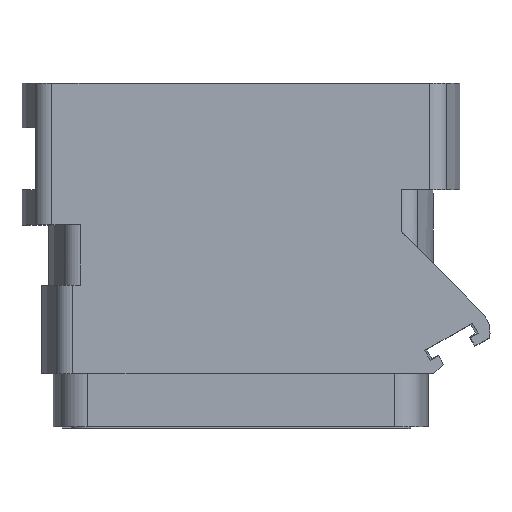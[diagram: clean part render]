
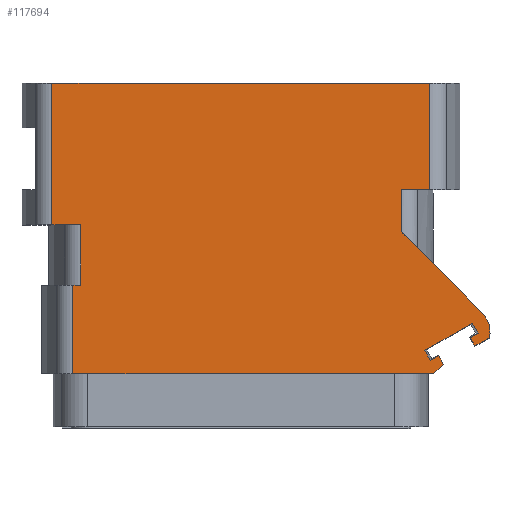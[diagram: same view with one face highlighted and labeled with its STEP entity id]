
A CAD part, top view. The second image highlights one B-rep face of the part: STEP entity #117694.
In plain terms, the highlighted planar face has unit normal (0, 0, 1).
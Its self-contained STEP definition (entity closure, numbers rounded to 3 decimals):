
#10=DIRECTION('',(-1.,0.,0.));
#11=VECTOR('',#10,21.35);
#12=CARTESIAN_POINT('',(10.675,0.,5.));
#13=LINE('',#12,#11);
#96=DIRECTION('',(0.866,0.5,0.));
#97=VECTOR('',#96,0.525);
#98=CARTESIAN_POINT('',(10.725,-15.663,5.));
#99=LINE('',#98,#97);
#100=DIRECTION('',(0.5,-0.866,0.));
#101=VECTOR('',#100,0.55);
#102=CARTESIAN_POINT('',(11.18,-15.4,5.));
#103=LINE('',#102,#101);
#104=DIRECTION('',(-0.727,-0.686,0.));
#105=VECTOR('',#104,0.763);
#106=CARTESIAN_POINT('',(11.455,-15.877,5.));
#107=LINE('',#106,#105);
#108=CARTESIAN_POINT('',(12.588,-14.043,5.));
#109=DIRECTION('',(0.,0.,-1.));
#110=DIRECTION('',(0.707,0.707,0.));
#111=AXIS2_PLACEMENT_3D('',#108,#109,#110);
#113=DIRECTION('',(-0.866,-0.5,0.));
#114=VECTOR('',#113,0.947);
#115=CARTESIAN_POINT('',(14.05,-14.378,5.));
#116=LINE('',#115,#114);
#117=DIRECTION('',(-0.5,0.866,0.));
#118=VECTOR('',#117,0.55);
#119=CARTESIAN_POINT('',(13.23,-14.852,5.));
#120=LINE('',#119,#118);
#121=DIRECTION('',(0.866,0.5,0.));
#122=VECTOR('',#121,0.525);
#123=CARTESIAN_POINT('',(12.955,-14.375,5.));
#124=LINE('',#123,#122);
#125=DIRECTION('',(-0.866,-0.5,0.));
#126=VECTOR('',#125,3.1);
#127=CARTESIAN_POINT('',(13.085,-13.55,5.));
#128=LINE('',#127,#126);
#146=DIRECTION('',(1.,0.,0.));
#147=VECTOR('',#146,20.392);
#148=CARTESIAN_POINT('',(-9.492,-16.4,5.));
#149=LINE('',#148,#147);
#219=DIRECTION('',(-1.,0.,0.));
#220=VECTOR('',#219,0.436);
#221=CARTESIAN_POINT('',(-9.056,-11.4,5.));
#222=LINE('',#221,#220);
#246=DIRECTION('',(1.,0.,0.));
#247=VECTOR('',#246,1.619);
#248=CARTESIAN_POINT('',(-10.675,-8.,5.));
#249=LINE('',#248,#247);
#273=DIRECTION('',(0.,-1.,0.));
#274=VECTOR('',#273,3.4);
#275=CARTESIAN_POINT('',(-9.056,-8.,5.));
#276=LINE('',#275,#274);
#300=DIRECTION('',(0.,-1.,0.));
#301=VECTOR('',#300,8.);
#302=CARTESIAN_POINT('',(-10.675,0.,5.));
#303=LINE('',#302,#301);
#345=DIRECTION('',(0.,-1.,0.));
#346=VECTOR('',#345,5.);
#347=CARTESIAN_POINT('',(-9.492,-11.4,5.));
#348=LINE('',#347,#346);
#93377=DIRECTION('',(0.,1.,0.));
#93378=VECTOR('',#93377,6.);
#93379=CARTESIAN_POINT('',(10.675,-6.,5.));
#93380=LINE('',#93379,#93378);
#93409=DIRECTION('',(1.,0.,0.));
#93410=VECTOR('',#93409,1.619);
#93411=CARTESIAN_POINT('',(9.056,-6.,5.));
#93412=LINE('',#93411,#93410);
#93457=DIRECTION('',(-0.707,0.707,0.));
#93458=VECTOR('',#93457,6.495);
#93459=CARTESIAN_POINT('',(13.649,-12.983,5.));
#93460=LINE('',#93459,#93458);
#93515=DIRECTION('',(0.,1.,0.));
#93516=VECTOR('',#93515,2.39);
#93517=CARTESIAN_POINT('',(9.056,-8.39,5.));
#93518=LINE('',#93517,#93516);
#93560=DIRECTION('',(0.5,-0.866,0.));
#93561=VECTOR('',#93560,0.65);
#93562=CARTESIAN_POINT('',(13.085,-13.55,5.));
#93563=LINE('',#93562,#93561);
#93600=DIRECTION('',(-0.5,0.866,0.));
#93601=VECTOR('',#93600,0.65);
#93602=CARTESIAN_POINT('',(10.725,-15.663,5.));
#93603=LINE('',#93602,#93601);
#93604=CARTESIAN_POINT('',(13.649,-12.983,5.));
#93605=CARTESIAN_POINT('',(14.05,-14.378,5.));
#93606=VERTEX_POINT('',#93604);
#93607=VERTEX_POINT('',#93605);
#93608=CARTESIAN_POINT('',(13.23,-14.852,5.));
#93609=VERTEX_POINT('',#93608);
#94220=CARTESIAN_POINT('',(10.675,-6.,5.));
#94221=VERTEX_POINT('',#94220);
#94222=CARTESIAN_POINT('',(10.675,0.,5.));
#94223=VERTEX_POINT('',#94222);
#94246=CARTESIAN_POINT('',(-10.675,0.,5.));
#94247=VERTEX_POINT('',#94246);
#94254=CARTESIAN_POINT('',(-10.675,-8.,5.));
#94255=VERTEX_POINT('',#94254);
#94268=CARTESIAN_POINT('',(9.056,-8.39,5.));
#94269=CARTESIAN_POINT('',(9.056,-6.,5.));
#94270=VERTEX_POINT('',#94268);
#94271=VERTEX_POINT('',#94269);
#94284=CARTESIAN_POINT('',(-9.056,-8.,5.));
#94285=CARTESIAN_POINT('',(-9.056,-11.4,5.));
#94286=VERTEX_POINT('',#94284);
#94287=VERTEX_POINT('',#94285);
#94300=CARTESIAN_POINT('',(-9.492,-11.4,5.));
#94301=VERTEX_POINT('',#94300);
#94302=CARTESIAN_POINT('',(-9.492,-16.4,5.));
#94303=VERTEX_POINT('',#94302);
#94304=CARTESIAN_POINT('',(10.9,-16.4,5.));
#94305=VERTEX_POINT('',#94304);
#94308=CARTESIAN_POINT('',(11.455,-15.877,5.));
#94309=VERTEX_POINT('',#94308);
#94316=CARTESIAN_POINT('',(10.4,-15.1,5.));
#94317=VERTEX_POINT('',#94316);
#94318=CARTESIAN_POINT('',(13.085,-13.55,5.));
#94320=VERTEX_POINT('',#94318);
#94332=CARTESIAN_POINT('',(10.725,-15.663,5.));
#94333=CARTESIAN_POINT('',(11.18,-15.4,5.));
#94334=VERTEX_POINT('',#94332);
#94335=VERTEX_POINT('',#94333);
#94336=CARTESIAN_POINT('',(12.955,-14.375,5.));
#94337=CARTESIAN_POINT('',(13.41,-14.113,5.));
#94338=VERTEX_POINT('',#94336);
#94339=VERTEX_POINT('',#94337);
#117647=CARTESIAN_POINT('',(11.347,0.,5.));
#117648=DIRECTION('',(0.,0.,1.));
#117649=DIRECTION('',(-1.,0.,0.));
#117650=AXIS2_PLACEMENT_3D('',#117647,#117648,#117649);
#117651=PLANE('',#117650);
#117652=ORIENTED_EDGE('',*,*,#117637,.T.);
#117654=ORIENTED_EDGE('',*,*,#117653,.T.);
#117656=ORIENTED_EDGE('',*,*,#117655,.T.);
#117658=ORIENTED_EDGE('',*,*,#117657,.F.);
#117660=ORIENTED_EDGE('',*,*,#117659,.F.);
#117662=ORIENTED_EDGE('',*,*,#117661,.F.);
#117664=ORIENTED_EDGE('',*,*,#117663,.F.);
#117666=ORIENTED_EDGE('',*,*,#117665,.F.);
#117668=ORIENTED_EDGE('',*,*,#117667,.F.);
#117669=ORIENTED_EDGE('',*,*,#117537,.F.);
#117671=ORIENTED_EDGE('',*,*,#117670,.F.);
#117673=ORIENTED_EDGE('',*,*,#117672,.F.);
#117675=ORIENTED_EDGE('',*,*,#117674,.F.);
#117677=ORIENTED_EDGE('',*,*,#117676,.F.);
#117679=ORIENTED_EDGE('',*,*,#117678,.T.);
#117681=ORIENTED_EDGE('',*,*,#117680,.T.);
#117683=ORIENTED_EDGE('',*,*,#117682,.T.);
#117685=ORIENTED_EDGE('',*,*,#117684,.T.);
#117687=ORIENTED_EDGE('',*,*,#117686,.F.);
#117689=ORIENTED_EDGE('',*,*,#117688,.T.);
#117691=ORIENTED_EDGE('',*,*,#117690,.F.);
#117692=EDGE_LOOP('',(#117652,#117654,#117656,#117658,#117660,#117662,#117664,
#117666,#117668,#117669,#117671,#117673,#117675,#117677,#117679,#117681,#117683,
#117685,#117687,#117689,#117691));
#117693=FACE_OUTER_BOUND('',#117692,.F.);
#117694=ADVANCED_FACE('',(#117693),#117651,.T.);
#112=CIRCLE('',#111,1.5);
#117537=EDGE_CURVE('',#94223,#94247,#13,.T.);
#117637=EDGE_CURVE('',#94334,#94335,#99,.T.);
#117653=EDGE_CURVE('',#94335,#94309,#103,.T.);
#117655=EDGE_CURVE('',#94309,#94305,#107,.T.);
#117657=EDGE_CURVE('',#94303,#94305,#149,.T.);
#117659=EDGE_CURVE('',#94301,#94303,#348,.T.);
#117661=EDGE_CURVE('',#94287,#94301,#222,.T.);
#117663=EDGE_CURVE('',#94286,#94287,#276,.T.);
#117665=EDGE_CURVE('',#94255,#94286,#249,.T.);
#117667=EDGE_CURVE('',#94247,#94255,#303,.T.);
#117670=EDGE_CURVE('',#94221,#94223,#93380,.T.);
#117672=EDGE_CURVE('',#94271,#94221,#93412,.T.);
#117674=EDGE_CURVE('',#94270,#94271,#93518,.T.);
#117676=EDGE_CURVE('',#93606,#94270,#93460,.T.);
#117678=EDGE_CURVE('',#93606,#93607,#112,.T.);
#117680=EDGE_CURVE('',#93607,#93609,#116,.T.);
#117682=EDGE_CURVE('',#93609,#94338,#120,.T.);
#117684=EDGE_CURVE('',#94338,#94339,#124,.T.);
#117686=EDGE_CURVE('',#94320,#94339,#93563,.T.);
#117688=EDGE_CURVE('',#94320,#94317,#128,.T.);
#117690=EDGE_CURVE('',#94334,#94317,#93603,.T.);
